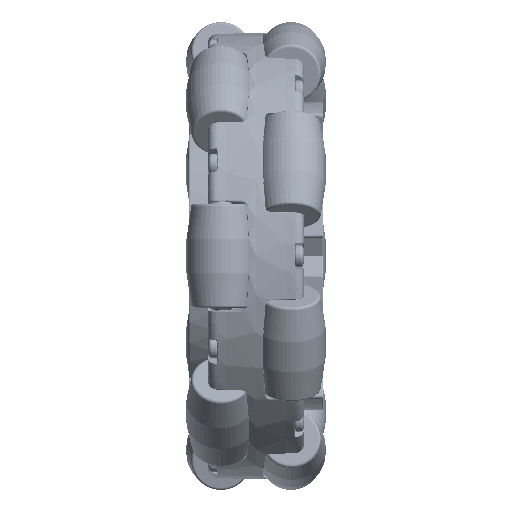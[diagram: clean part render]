
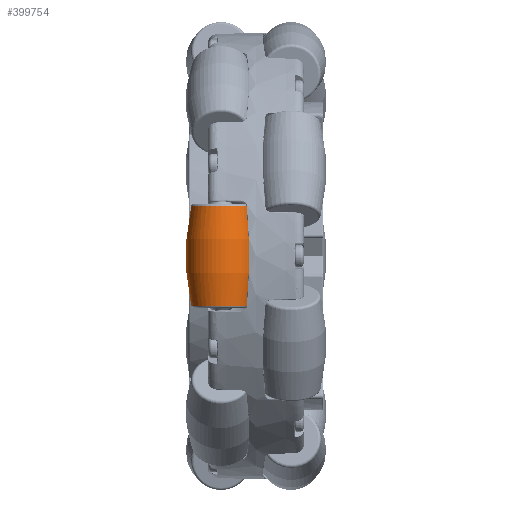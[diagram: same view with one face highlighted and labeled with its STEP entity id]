
A CAD part, front view. The second image highlights one B-rep face of the part: STEP entity #399754.
In plain terms, the highlighted toroidal (fillet/blend) face has major radius 53.975 mm and minor radius 63.5 mm.
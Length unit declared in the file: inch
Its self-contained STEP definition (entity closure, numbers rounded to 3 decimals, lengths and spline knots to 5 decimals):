
#9001 = CIRCLE ( 'NONE', #289256, 0.31781 ) ;
#33989 = EDGE_CURVE ( 'NONE', #279803, #195600, #101928, .T. ) ;
#38459 = CARTESIAN_POINT ( 'NONE',  ( 1.75, -2.125, 0. ) ) ;
#38853 = FACE_OUTER_BOUND ( 'NONE', #51430, .T. ) ;
#39517 = TOROIDAL_SURFACE ( 'NONE', #267661, -2.125, 2.5 ) ;
#51430 = EDGE_LOOP ( 'NONE', ( #294355, #304499, #399912, #394464 ) ) ;
#74625 = VERTEX_POINT ( 'NONE', #262323 ) ;
#81214 = CIRCLE ( 'NONE', #341987, 2.5 ) ;
#94018 = DIRECTION ( 'NONE',  ( 0., 0., 1. ) ) ;
#101928 = CIRCLE ( 'NONE', #154053, 2.5 ) ;
#102094 = VERTEX_POINT ( 'NONE', #214525 ) ;
#105305 = DIRECTION ( 'NONE',  ( 1., 0., 0. ) ) ;
#119927 = CARTESIAN_POINT ( 'NONE',  ( -0.375, -2.125, -0.5317 ) ) ;
#139957 = DIRECTION ( 'NONE',  ( 0., 0., -1. ) ) ;
#154053 = AXIS2_PLACEMENT_3D ( 'NONE', #366864, #272999, #282547 ) ;
#195600 = VERTEX_POINT ( 'NONE', #233659 ) ;
#213821 = DIRECTION ( 'NONE',  ( -1., 0., 0. ) ) ;
#214525 = CARTESIAN_POINT ( 'NONE',  ( -0.69281, -2.125, 0.5317 ) ) ;
#218560 = DIRECTION ( 'NONE',  ( -1., 0., 0. ) ) ;
#222189 = DIRECTION ( 'NONE',  ( -1., 0., 0. ) ) ;
#233659 = CARTESIAN_POINT ( 'NONE',  ( -0.05719, -2.125, 0.5317 ) ) ;
#252817 = DIRECTION ( 'NONE',  ( 0., 1., 0. ) ) ;
#262323 = CARTESIAN_POINT ( 'NONE',  ( -0.69281, -2.125, -0.5317 ) ) ;
#266594 = EDGE_CURVE ( 'NONE', #74625, #102094, #81214, .T. ) ;
#267661 = AXIS2_PLACEMENT_3D ( 'NONE', #373668, #94018, #218560 ) ;
#272999 = DIRECTION ( 'NONE',  ( 0., -1., 0. ) ) ;
#279803 = VERTEX_POINT ( 'NONE', #318297 ) ;
#282547 = DIRECTION ( 'NONE',  ( 1., 0., 0. ) ) ;
#289256 = AXIS2_PLACEMENT_3D ( 'NONE', #325715, #139957, #105305 ) ;
#289846 = EDGE_CURVE ( 'NONE', #195600, #102094, #9001, .T. ) ;
#294355 = ORIENTED_EDGE ( 'NONE', *, *, #389039, .T. ) ;
#304499 = ORIENTED_EDGE ( 'NONE', *, *, #33989, .T. ) ;
#318297 = CARTESIAN_POINT ( 'NONE',  ( -0.05719, -2.125, -0.5317 ) ) ;
#325715 = CARTESIAN_POINT ( 'NONE',  ( -0.375, -2.125, 0.5317 ) ) ;
#341987 = AXIS2_PLACEMENT_3D ( 'NONE', #38459, #252817, #222189 ) ;
#366864 = CARTESIAN_POINT ( 'NONE',  ( -2.5, -2.125, 0. ) ) ;
#373668 = CARTESIAN_POINT ( 'NONE',  ( -0.375, -2.125, 0. ) ) ;
#377374 = CIRCLE ( 'NONE', #396878, 0.31781 ) ;
#389039 = EDGE_CURVE ( 'NONE', #74625, #279803, #377374, .T. ) ;
#393556 = DIRECTION ( 'NONE',  ( 0., 0., 1. ) ) ;
#394464 = ORIENTED_EDGE ( 'NONE', *, *, #266594, .F. ) ;
#396878 = AXIS2_PLACEMENT_3D ( 'NONE', #119927, #393556, #213821 ) ;
#399754 = ADVANCED_FACE ( 'NONE', ( #38853 ), #39517, .T. ) ;
#399912 = ORIENTED_EDGE ( 'NONE', *, *, #289846, .T. ) ;
